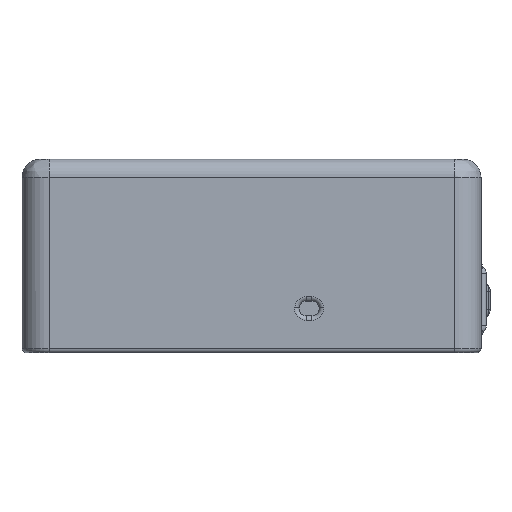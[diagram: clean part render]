
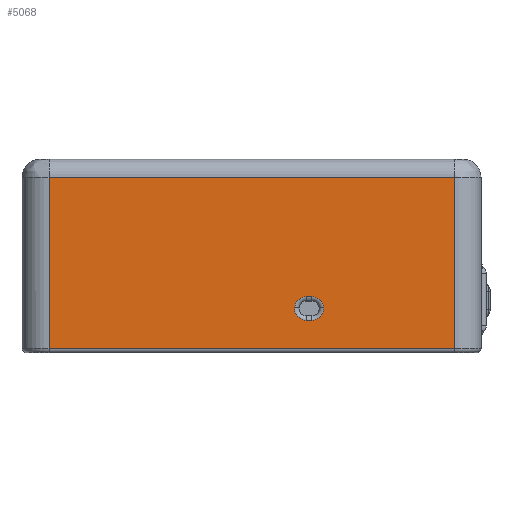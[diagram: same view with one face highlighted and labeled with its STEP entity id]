
A CAD part, left-side view. The second image highlights one B-rep face of the part: STEP entity #5068.
In plain terms, the highlighted planar face has unit normal (-1, 0, 0).
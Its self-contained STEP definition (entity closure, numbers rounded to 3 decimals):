
#43=FACE_BOUND('',#780,.T.);
#85=PLANE('',#5713);
#426=FACE_OUTER_BOUND('',#779,.T.);
#779=EDGE_LOOP('',(#4138,#4139,#4140,#4141));
#780=EDGE_LOOP('',(#4142,#4143,#4144,#4145,#4146,#4147,#4148,#4149));
#1165=LINE('',#9103,#1466);
#1166=LINE('',#9111,#1467);
#1167=LINE('',#9122,#1468);
#1169=LINE('',#9133,#1470);
#1172=LINE('',#9142,#1473);
#1173=LINE('',#9144,#1474);
#1174=LINE('',#9146,#1475);
#1175=LINE('',#9147,#1476);
#1466=VECTOR('',#7157,10.);
#1467=VECTOR('',#7168,10.);
#1468=VECTOR('',#7181,10.);
#1470=VECTOR('',#7195,10.);
#1473=VECTOR('',#7206,10.);
#1474=VECTOR('',#7207,10.);
#1475=VECTOR('',#7208,10.);
#1476=VECTOR('',#7209,10.);
#1829=CIRCLE('',#5695,1.3);
#1832=CIRCLE('',#5700,1.3);
#1836=CIRCLE('',#5706,1.3);
#1839=CIRCLE('',#5711,1.3);
#2340=VERTEX_POINT('',#9099);
#2341=VERTEX_POINT('',#9101);
#2342=VERTEX_POINT('',#9105);
#2343=VERTEX_POINT('',#9109);
#2345=VERTEX_POINT('',#9114);
#2347=VERTEX_POINT('',#9120);
#2349=VERTEX_POINT('',#9126);
#2350=VERTEX_POINT('',#9131);
#2351=VERTEX_POINT('',#9140);
#2352=VERTEX_POINT('',#9141);
#2353=VERTEX_POINT('',#9143);
#2354=VERTEX_POINT('',#9145);
#2961=EDGE_CURVE('',#2341,#2340,#1165,.T.);
#2963=EDGE_CURVE('',#2342,#2341,#1829,.T.);
#2965=EDGE_CURVE('',#2343,#2342,#1166,.T.);
#2967=EDGE_CURVE('',#2345,#2343,#1832,.T.);
#2970=EDGE_CURVE('',#2347,#2345,#1167,.T.);
#2973=EDGE_CURVE('',#2349,#2347,#1836,.T.);
#2976=EDGE_CURVE('',#2350,#2349,#1169,.T.);
#2978=EDGE_CURVE('',#2340,#2350,#1839,.T.);
#2980=EDGE_CURVE('',#2351,#2352,#1172,.T.);
#2981=EDGE_CURVE('',#2353,#2351,#1173,.T.);
#2982=EDGE_CURVE('',#2354,#2353,#1174,.T.);
#2983=EDGE_CURVE('',#2352,#2354,#1175,.T.);
#4138=ORIENTED_EDGE('',*,*,#2980,.F.);
#4139=ORIENTED_EDGE('',*,*,#2981,.F.);
#4140=ORIENTED_EDGE('',*,*,#2982,.F.);
#4141=ORIENTED_EDGE('',*,*,#2983,.F.);
#4142=ORIENTED_EDGE('',*,*,#2961,.F.);
#4143=ORIENTED_EDGE('',*,*,#2963,.F.);
#4144=ORIENTED_EDGE('',*,*,#2965,.F.);
#4145=ORIENTED_EDGE('',*,*,#2967,.F.);
#4146=ORIENTED_EDGE('',*,*,#2970,.F.);
#4147=ORIENTED_EDGE('',*,*,#2973,.F.);
#4148=ORIENTED_EDGE('',*,*,#2976,.F.);
#4149=ORIENTED_EDGE('',*,*,#2978,.F.);
#5068=ADVANCED_FACE('',(#426,#43),#85,.T.);
#5695=AXIS2_PLACEMENT_3D('',#9107,#7162,#7163);
#5700=AXIS2_PLACEMENT_3D('',#9116,#7173,#7174);
#5706=AXIS2_PLACEMENT_3D('',#9128,#7187,#7188);
#5711=AXIS2_PLACEMENT_3D('',#9136,#7199,#7200);
#5713=AXIS2_PLACEMENT_3D('',#9139,#7204,#7205);
#7157=DIRECTION('',(0.,0.102,-0.995));
#7162=DIRECTION('center_axis',(-1.,0.,0.));
#7163=DIRECTION('ref_axis',(0.,0.67,0.742));
#7168=DIRECTION('',(0.,1.,0.));
#7173=DIRECTION('center_axis',(-1.,0.,0.));
#7174=DIRECTION('ref_axis',(0.,-0.67,0.742));
#7181=DIRECTION('',(0.,0.102,0.995));
#7187=DIRECTION('center_axis',(-1.,0.,0.));
#7188=DIRECTION('ref_axis',(0.,-0.742,-0.67));
#7195=DIRECTION('',(0.,-1.,0.));
#7199=DIRECTION('center_axis',(-1.,0.,0.));
#7200=DIRECTION('ref_axis',(0.,0.742,-0.67));
#7204=DIRECTION('center_axis',(-1.,0.,0.));
#7205=DIRECTION('ref_axis',(0.,-1.,0.));
#7206=DIRECTION('',(0.,1.,0.));
#7207=DIRECTION('',(0.,0.,-1.));
#7208=DIRECTION('',(0.,-1.,0.));
#7209=DIRECTION('',(0.,0.,1.));
#9099=CARTESIAN_POINT('',(41.099,1.708,23.533));
#9101=CARTESIAN_POINT('',(41.099,1.704,23.568));
#9103=CARTESIAN_POINT('',(41.099,1.134,29.144));
#9105=CARTESIAN_POINT('',(41.099,0.411,24.736));
#9107=CARTESIAN_POINT('Origin',(41.099,0.411,23.436));
#9109=CARTESIAN_POINT('',(41.099,-0.217,24.736));
#9111=CARTESIAN_POINT('',(41.099,14.841,24.736));
#9114=CARTESIAN_POINT('',(41.099,-1.51,23.568));
#9116=CARTESIAN_POINT('Origin',(41.099,-0.217,23.436));
#9120=CARTESIAN_POINT('',(41.099,-1.514,23.533));
#9122=CARTESIAN_POINT('',(41.099,-0.607,32.389));
#9126=CARTESIAN_POINT('',(41.099,-0.221,22.101));
#9128=CARTESIAN_POINT('Origin',(41.099,-0.221,23.401));
#9131=CARTESIAN_POINT('',(41.099,0.415,22.101));
#9133=CARTESIAN_POINT('',(41.099,14.223,22.101));
#9136=CARTESIAN_POINT('Origin',(41.099,0.415,23.401));
#9139=CARTESIAN_POINT('Origin',(41.099,29.,38.));
#9140=CARTESIAN_POINT('',(41.099,-16.,19.));
#9141=CARTESIAN_POINT('',(41.099,29.,19.));
#9142=CARTESIAN_POINT('',(41.099,17.75,19.));
#9143=CARTESIAN_POINT('',(41.099,-16.,38.));
#9144=CARTESIAN_POINT('',(41.099,-16.,38.));
#9145=CARTESIAN_POINT('',(41.099,29.,38.));
#9146=CARTESIAN_POINT('',(41.099,17.75,38.));
#9147=CARTESIAN_POINT('',(41.099,29.,38.));
